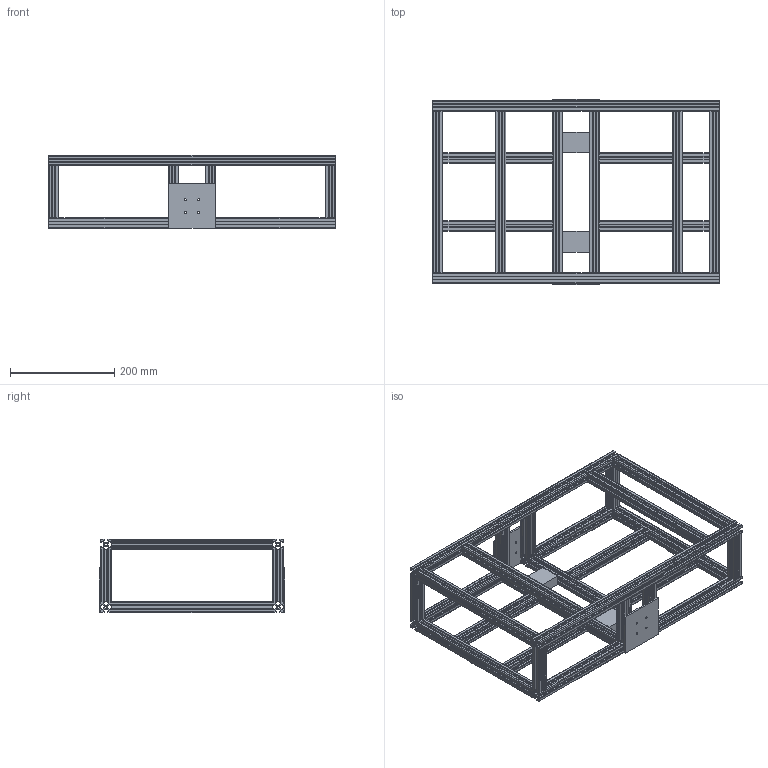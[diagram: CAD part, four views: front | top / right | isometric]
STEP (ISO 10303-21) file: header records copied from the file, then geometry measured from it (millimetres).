
FILE_DESCRIPTION(/* description */ (''),/* implementation_level */ '2;1');
FILE_NAME(/* name */ 'MAIN_BODY.step',/* time_stamp */ '2025-12-06T20:12:17+05:30',/* author */ (''),/* organization */ (''),/* preprocessor_version */ 'ST-DEVELOPER v20.1',/* originating_system */ 'Autodesk Translation Framework v14.21.0.0',/* authorisation */ '');
FILE_SCHEMA (('AUTOMOTIVE_DESIGN { 1 0 10303 214 3 1 1 }'));
Products named in the file (1): MAIN_BODY
Bounding box: 550 x 356 x 141 mm (x, y, z)
Volume: 1193741.3 mm3; surface area: 1080531.9 mm2
Topology: 1 solids, 1 shells, 2478 faces, 6830 edges, 4228 vertices
Faces by surface type: plane 2132, cylinder 346
Full cylindrical faces by diameter (mm): 4 x8, 5 x26
Entity records: 77111 total; most frequent: ORIENTED_EDGE 13660, CARTESIAN_POINT 13537, DIRECTION 12480, EDGE_CURVE 6830, LINE 6138, VECTOR 6138, VERTEX_POINT 4228, AXIS2_PLACEMENT_3D 3171
